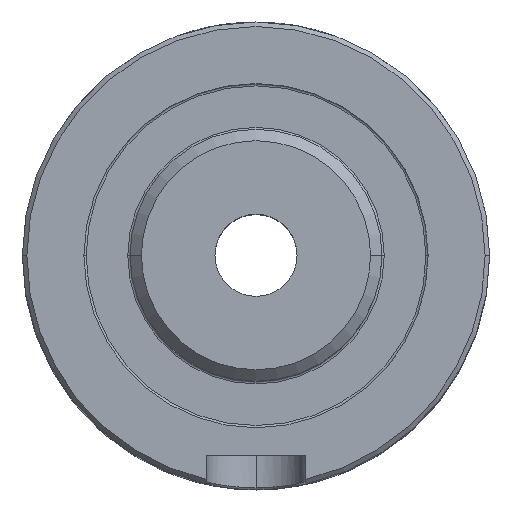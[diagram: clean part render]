
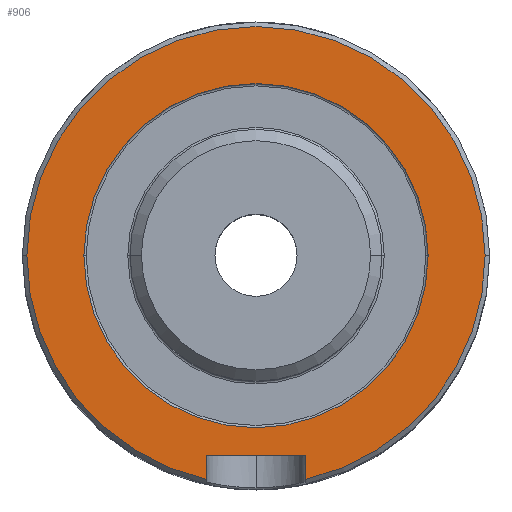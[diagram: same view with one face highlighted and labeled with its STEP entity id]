
A CAD part, top view. The second image highlights one B-rep face of the part: STEP entity #906.
In plain terms, the highlighted planar face has unit normal (0, 0, 1).
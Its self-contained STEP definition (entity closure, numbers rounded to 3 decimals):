
#21 = CARTESIAN_POINT ( 'NONE',  ( 7.55, 0., -9.55 ) ) ;
#42 = DIRECTION ( 'NONE',  ( -1., 0., 0. ) ) ;
#94 = DIRECTION ( 'NONE',  ( 0., 0., 1. ) ) ;
#171 = DIRECTION ( 'NONE',  ( -1., 0., 0. ) ) ;
#224 = EDGE_CURVE ( 'NONE', #2520, #2198, #853, .T. ) ;
#226 = PLANE ( 'NONE',  #3815 ) ;
#251 = CIRCLE ( 'NONE', #382, 7.55 ) ;
#261 = VERTEX_POINT ( 'NONE', #757 ) ;
#270 = ORIENTED_EDGE ( 'NONE', *, *, #935, .F. ) ;
#317 = ORIENTED_EDGE ( 'NONE', *, *, #3741, .T. ) ;
#330 = CARTESIAN_POINT ( 'NONE',  ( 2.175, -8.75, -9.55 ) ) ;
#382 = AXIS2_PLACEMENT_3D ( 'NONE', #3088, #1749, #1413 ) ;
#537 = CARTESIAN_POINT ( 'NONE',  ( -10.05, 0., -9.55 ) ) ;
#542 = EDGE_CURVE ( 'NONE', #3871, #261, #767, .T. ) ;
#651 = AXIS2_PLACEMENT_3D ( 'NONE', #1805, #94, #3482 ) ;
#757 = CARTESIAN_POINT ( 'NONE',  ( -2.175, -9.812, -9.55 ) ) ;
#767 = CIRCLE ( 'NONE', #2054, 10.05 ) ;
#853 = LINE ( 'NONE', #2215, #3882 ) ;
#904 = CARTESIAN_POINT ( 'NONE',  ( -2.175, -8.75, -9.55 ) ) ;
#906 = ADVANCED_FACE ( 'NONE', ( #4201, #1221 ), #226, .F. ) ;
#930 = AXIS2_PLACEMENT_3D ( 'NONE', #2809, #4160, #3875 ) ;
#933 = VERTEX_POINT ( 'NONE', #2326 ) ;
#935 = EDGE_CURVE ( 'NONE', #933, #261, #1957, .T. ) ;
#953 = ORIENTED_EDGE ( 'NONE', *, *, #3071, .F. ) ;
#1011 = VERTEX_POINT ( 'NONE', #3699 ) ;
#1070 = CARTESIAN_POINT ( 'NONE',  ( 2.175, -8.75, -9.55 ) ) ;
#1172 = DIRECTION ( 'NONE',  ( -1., 0., 0. ) ) ;
#1221 = FACE_BOUND ( 'NONE', #2998, .T. ) ;
#1246 = CARTESIAN_POINT ( 'NONE',  ( -7.55, 0., -9.55 ) ) ;
#1275 = ORIENTED_EDGE ( 'NONE', *, *, #3046, .F. ) ;
#1337 = ORIENTED_EDGE ( 'NONE', *, *, #3394, .T. ) ;
#1369 = ORIENTED_EDGE ( 'NONE', *, *, #542, .T. ) ;
#1413 = DIRECTION ( 'NONE',  ( 1., 0., 0. ) ) ;
#1530 = ORIENTED_EDGE ( 'NONE', *, *, #224, .T. ) ;
#1539 = DIRECTION ( 'NONE',  ( -1., 0., 0. ) ) ;
#1646 = CIRCLE ( 'NONE', #651, 10.05 ) ;
#1650 = CIRCLE ( 'NONE', #2553, 10.05 ) ;
#1725 = CIRCLE ( 'NONE', #930, 7.55 ) ;
#1749 = DIRECTION ( 'NONE',  ( 0., 0., 1. ) ) ;
#1805 = CARTESIAN_POINT ( 'NONE',  ( 0., 0., -9.55 ) ) ;
#1832 = CARTESIAN_POINT ( 'NONE',  ( 0., 0., -9.55 ) ) ;
#1957 = LINE ( 'NONE', #904, #3742 ) ;
#2054 = AXIS2_PLACEMENT_3D ( 'NONE', #1832, #3182, #171 ) ;
#2074 = VERTEX_POINT ( 'NONE', #21 ) ;
#2198 = VERTEX_POINT ( 'NONE', #3809 ) ;
#2215 = CARTESIAN_POINT ( 'NONE',  ( 2.175, -8.75, -9.55 ) ) ;
#2326 = CARTESIAN_POINT ( 'NONE',  ( -2.175, -8.75, -9.55 ) ) ;
#2341 = VERTEX_POINT ( 'NONE', #1246 ) ;
#2520 = VERTEX_POINT ( 'NONE', #330 ) ;
#2553 = AXIS2_PLACEMENT_3D ( 'NONE', #4315, #3221, #1539 ) ;
#2567 = DIRECTION ( 'NONE',  ( 0., 0., -1. ) ) ;
#2690 = VECTOR ( 'NONE', #42, 1000. ) ;
#2793 = EDGE_LOOP ( 'NONE', ( #1337, #317, #1369, #270, #953, #1530 ) ) ;
#2809 = CARTESIAN_POINT ( 'NONE',  ( 0., 0., -9.55 ) ) ;
#2899 = CARTESIAN_POINT ( 'NONE',  ( 0., 7.55, -9.55 ) ) ;
#2998 = EDGE_LOOP ( 'NONE', ( #3878, #1275 ) ) ;
#3046 = EDGE_CURVE ( 'NONE', #2341, #2074, #251, .T. ) ;
#3071 = EDGE_CURVE ( 'NONE', #2520, #933, #4103, .T. ) ;
#3088 = CARTESIAN_POINT ( 'NONE',  ( 0., 0., -9.55 ) ) ;
#3182 = DIRECTION ( 'NONE',  ( 0., 0., 1. ) ) ;
#3221 = DIRECTION ( 'NONE',  ( 0., 0., 1. ) ) ;
#3394 = EDGE_CURVE ( 'NONE', #2198, #1011, #1646, .T. ) ;
#3477 = EDGE_CURVE ( 'NONE', #2074, #2341, #1725, .T. ) ;
#3482 = DIRECTION ( 'NONE',  ( -1., 0., 0. ) ) ;
#3565 = DIRECTION ( 'NONE',  ( 0., -1., 0. ) ) ;
#3699 = CARTESIAN_POINT ( 'NONE',  ( 10.05, 0., -9.55 ) ) ;
#3741 = EDGE_CURVE ( 'NONE', #1011, #3871, #1650, .T. ) ;
#3742 = VECTOR ( 'NONE', #3973, 1000. ) ;
#3809 = CARTESIAN_POINT ( 'NONE',  ( 2.175, -9.812, -9.55 ) ) ;
#3815 = AXIS2_PLACEMENT_3D ( 'NONE', #2899, #2567, #1172 ) ;
#3871 = VERTEX_POINT ( 'NONE', #537 ) ;
#3875 = DIRECTION ( 'NONE',  ( 1., 0., 0. ) ) ;
#3878 = ORIENTED_EDGE ( 'NONE', *, *, #3477, .F. ) ;
#3882 = VECTOR ( 'NONE', #3565, 1000. ) ;
#3973 = DIRECTION ( 'NONE',  ( 0., -1., 0. ) ) ;
#4103 = LINE ( 'NONE', #1070, #2690 ) ;
#4160 = DIRECTION ( 'NONE',  ( 0., 0., 1. ) ) ;
#4201 = FACE_OUTER_BOUND ( 'NONE', #2793, .T. ) ;
#4315 = CARTESIAN_POINT ( 'NONE',  ( 0., 0., -9.55 ) ) ;
